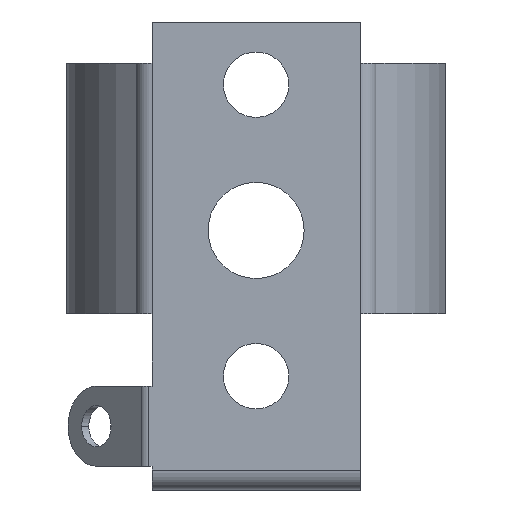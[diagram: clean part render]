
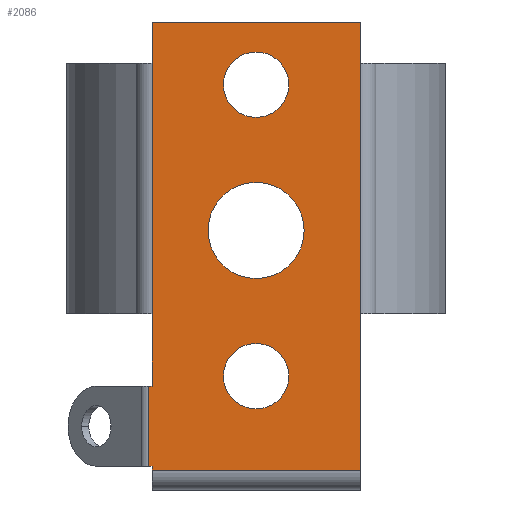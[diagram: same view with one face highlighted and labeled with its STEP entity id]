
A CAD part, front view. The second image highlights one B-rep face of the part: STEP entity #2086.
In plain terms, the highlighted planar face has unit normal (0, -1, 0).
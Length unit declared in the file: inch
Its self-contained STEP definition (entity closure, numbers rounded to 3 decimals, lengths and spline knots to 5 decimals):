
#274 = CARTESIAN_POINT ( 'NONE',  ( 0., 0., -0.045 ) ) ;
#288 = CARTESIAN_POINT ( 'NONE',  ( 0., 0., -0.143 ) ) ;
#289 = DIRECTION ( 'NONE',  ( 0., 0., 1. ) ) ;
#290 = DIRECTION ( 'NONE',  ( 0., 1., 0. ) ) ;
#291 = CARTESIAN_POINT ( 'NONE',  ( 0., 0., -0.094 ) ) ;
#292 = AXIS2_PLACEMENT_3D ( 'NONE', #291, #290, #289 ) ;
#293 = CIRCLE ( 'NONE', #292, 0.049 ) ;
#297 = DIRECTION ( 'NONE',  ( 0., 0., 1. ) ) ;
#298 = DIRECTION ( 'NONE',  ( 0., 1., 0. ) ) ;
#334 = CARTESIAN_POINT ( 'NONE',  ( 0., 0., 0.0525 ) ) ;
#362 = CARTESIAN_POINT ( 'NONE',  ( -0.156, 0., -0.109 ) ) ;
#363 = CARTESIAN_POINT ( 'NONE',  ( 0., 0., 0.392 ) ) ;
#370 = CARTESIAN_POINT ( 'NONE',  ( 0., 0., 0.1965 ) ) ;
#382 = CARTESIAN_POINT ( 'NONE',  ( 0., 0., 0.1245 ) ) ;
#398 = AXIS2_PLACEMENT_3D ( 'NONE', #382, #298, #297 ) ;
#399 = CIRCLE ( 'NONE', #398, 0.072 ) ;
#400 = DIRECTION ( 'NONE',  ( 0., 0., 1. ) ) ;
#401 = DIRECTION ( 'NONE',  ( 0., 1., 0. ) ) ;
#402 = CARTESIAN_POINT ( 'NONE',  ( 0., 0., 0.343 ) ) ;
#403 = AXIS2_PLACEMENT_3D ( 'NONE', #402, #401, #400 ) ;
#404 = CIRCLE ( 'NONE', #403, 0.049 ) ;
#407 = CARTESIAN_POINT ( 'NONE',  ( 0.156, 0., 0. ) ) ;
#415 = LINE ( 'NONE', #452, #451 ) ;
#445 = DIRECTION ( 'NONE',  ( -1., 0., 0. ) ) ;
#446 = VECTOR ( 'NONE', #445, 39.37008 ) ;
#447 = CARTESIAN_POINT ( 'NONE',  ( -0.156, 0., -0.229 ) ) ;
#448 = LINE ( 'NONE', #447, #446 ) ;
#449 = CARTESIAN_POINT ( 'NONE',  ( 0.156, 0., -0.23463 ) ) ;
#450 = DIRECTION ( 'NONE',  ( 1., 0., 0. ) ) ;
#451 = VECTOR ( 'NONE', #450, 39.37008 ) ;
#452 = CARTESIAN_POINT ( 'NONE',  ( -0.156, 0., -0.23463 ) ) ;
#503 = CARTESIAN_POINT ( 'NONE',  ( -0.161, 0., -0.109 ) ) ;
#504 = DIRECTION ( 'NONE',  ( 1., 0., 0. ) ) ;
#505 = VECTOR ( 'NONE', #504, 39.37008 ) ;
#506 = CARTESIAN_POINT ( 'NONE',  ( -0.156, 0., 0.437 ) ) ;
#507 = LINE ( 'NONE', #506, #505 ) ;
#508 = CARTESIAN_POINT ( 'NONE',  ( -0.156, 0., 0.437 ) ) ;
#509 = VECTOR ( 'NONE', #525, 39.37008 ) ;
#524 = CARTESIAN_POINT ( 'NONE',  ( -0.156, 0., 0.375 ) ) ;
#525 = DIRECTION ( 'NONE',  ( 0., 0., 1. ) ) ;
#526 = CARTESIAN_POINT ( 'NONE',  ( 0.156, 0., -0.23463 ) ) ;
#527 = LINE ( 'NONE', #526, #509 ) ;
#532 = FACE_BOUND ( 'NONE', #2037, .T. ) ;
#533 = FACE_BOUND ( 'NONE', #2111, .T. ) ;
#534 = FACE_OUTER_BOUND ( 'NONE', #1965, .T. ) ;
#535 = FACE_BOUND ( 'NONE', #2083, .T. ) ;
#559 = DIRECTION ( 'NONE',  ( 0., 0., 1. ) ) ;
#560 = DIRECTION ( 'NONE',  ( 0., 1., 0. ) ) ;
#561 = CARTESIAN_POINT ( 'NONE',  ( 0., 0., -0.094 ) ) ;
#562 = AXIS2_PLACEMENT_3D ( 'NONE', #561, #560, #559 ) ;
#563 = CIRCLE ( 'NONE', #562, 0.049 ) ;
#570 = DIRECTION ( 'NONE',  ( 0., 0., -1. ) ) ;
#571 = DIRECTION ( 'NONE',  ( 0., -1., 0. ) ) ;
#572 = CARTESIAN_POINT ( 'NONE',  ( -0.156, 0., 0.375 ) ) ;
#573 = AXIS2_PLACEMENT_3D ( 'NONE', #572, #571, #570 ) ;
#574 = PLANE ( 'NONE',  #573 ) ;
#650 = LINE ( 'NONE', #690, #689 ) ;
#651 = CARTESIAN_POINT ( 'NONE',  ( 0.156, 0., 0.375 ) ) ;
#652 = LINE ( 'NONE', #651, #686 ) ;
#657 = DIRECTION ( 'NONE',  ( 0., 0., 1. ) ) ;
#658 = VECTOR ( 'NONE', #657, 39.37008 ) ;
#659 = CARTESIAN_POINT ( 'NONE',  ( -0.161, 0., -0.229 ) ) ;
#660 = LINE ( 'NONE', #659, #658 ) ;
#661 = DIRECTION ( 'NONE',  ( 1., 0., 0. ) ) ;
#662 = VECTOR ( 'NONE', #661, 39.37008 ) ;
#663 = CARTESIAN_POINT ( 'NONE',  ( -0.161, 0., -0.109 ) ) ;
#664 = LINE ( 'NONE', #663, #662 ) ;
#665 = DIRECTION ( 'NONE',  ( 0., 0., -1. ) ) ;
#666 = VECTOR ( 'NONE', #665, 39.37008 ) ;
#667 = CARTESIAN_POINT ( 'NONE',  ( -0.156, 0., 0.375 ) ) ;
#668 = LINE ( 'NONE', #667, #666 ) ;
#685 = DIRECTION ( 'NONE',  ( 0., 0., -1. ) ) ;
#686 = VECTOR ( 'NONE', #685, 39.37008 ) ;
#688 = DIRECTION ( 'NONE',  ( 0., 0., -1. ) ) ;
#689 = VECTOR ( 'NONE', #688, 39.37008 ) ;
#690 = CARTESIAN_POINT ( 'NONE',  ( -0.156, 0., 0.437 ) ) ;
#861 = CARTESIAN_POINT ( 'NONE',  ( 0., 0., 0.294 ) ) ;
#882 = DIRECTION ( 'NONE',  ( 0., 0., 1. ) ) ;
#883 = DIRECTION ( 'NONE',  ( 0., 1., 0. ) ) ;
#884 = CARTESIAN_POINT ( 'NONE',  ( 0., 0., 0.343 ) ) ;
#885 = AXIS2_PLACEMENT_3D ( 'NONE', #884, #883, #882 ) ;
#886 = CIRCLE ( 'NONE', #885, 0.049 ) ;
#921 = CARTESIAN_POINT ( 'NONE',  ( 0.156, 0., 0.375 ) ) ;
#925 = VECTOR ( 'NONE', #966, 39.37008 ) ;
#928 = DIRECTION ( 'NONE',  ( 0., 0., 1. ) ) ;
#929 = VECTOR ( 'NONE', #928, 39.37008 ) ;
#930 = CARTESIAN_POINT ( 'NONE',  ( -0.156, 0., -0.23463 ) ) ;
#931 = LINE ( 'NONE', #930, #929 ) ;
#934 = DIRECTION ( 'NONE',  ( 0., 0., 1. ) ) ;
#935 = DIRECTION ( 'NONE',  ( 0., 1., 0. ) ) ;
#936 = CARTESIAN_POINT ( 'NONE',  ( 0., 0., 0.1245 ) ) ;
#937 = AXIS2_PLACEMENT_3D ( 'NONE', #936, #935, #934 ) ;
#950 = CIRCLE ( 'NONE', #937, 0.072 ) ;
#952 = CARTESIAN_POINT ( 'NONE',  ( -0.156, 0., -0.229 ) ) ;
#954 = CARTESIAN_POINT ( 'NONE',  ( -0.156, 0., 0. ) ) ;
#955 = CARTESIAN_POINT ( 'NONE',  ( -0.156, 0., -0.23463 ) ) ;
#962 = LINE ( 'NONE', #969, #925 ) ;
#965 = CARTESIAN_POINT ( 'NONE',  ( -0.161, 0., -0.229 ) ) ;
#966 = DIRECTION ( 'NONE',  ( 0., 0., -1. ) ) ;
#969 = CARTESIAN_POINT ( 'NONE',  ( 0.156, 0., 0.437 ) ) ;
#974 = DIRECTION ( 'NONE',  ( 0., 0., 1. ) ) ;
#975 = VECTOR ( 'NONE', #974, 39.37008 ) ;
#976 = CARTESIAN_POINT ( 'NONE',  ( -0.156, 0., -0.23463 ) ) ;
#977 = LINE ( 'NONE', #976, #975 ) ;
#978 = CARTESIAN_POINT ( 'NONE',  ( 0.156, 0., 0.437 ) ) ;
#1937 = VERTEX_POINT ( 'NONE', #274 ) ;
#1946 = EDGE_CURVE ( 'NONE', #1957, #1958, #399, .T. ) ;
#1957 = VERTEX_POINT ( 'NONE', #334 ) ;
#1958 = VERTEX_POINT ( 'NONE', #370 ) ;
#1965 = EDGE_LOOP ( 'NONE', ( #2115, #2048, #2254, #2264, #2262, #2023, #2033, #2034, #2045, #2258, #2053, #2109 ) ) ;
#1966 = VERTEX_POINT ( 'NONE', #363 ) ;
#1970 = VERTEX_POINT ( 'NONE', #362 ) ;
#1971 = EDGE_CURVE ( 'NONE', #1972, #1937, #293, .T. ) ;
#1972 = VERTEX_POINT ( 'NONE', #288 ) ;
#2020 = EDGE_CURVE ( 'NONE', #2276, #2021, #415, .T. ) ;
#2021 = VERTEX_POINT ( 'NONE', #449 ) ;
#2022 = EDGE_CURVE ( 'NONE', #2282, #2261, #448, .T. ) ;
#2023 = ORIENTED_EDGE ( 'NONE', *, *, #2283, .F. ) ;
#2033 = ORIENTED_EDGE ( 'NONE', *, *, #2020, .T. ) ;
#2034 = ORIENTED_EDGE ( 'NONE', *, *, #2044, .T. ) ;
#2035 = VERTEX_POINT ( 'NONE', #407 ) ;
#2036 = EDGE_CURVE ( 'NONE', #1966, #2173, #404, .T. ) ;
#2037 = EDGE_LOOP ( 'NONE', ( #2038, #2268 ) ) ;
#2038 = ORIENTED_EDGE ( 'NONE', *, *, #1946, .T. ) ;
#2039 = VERTEX_POINT ( 'NONE', #524 ) ;
#2044 = EDGE_CURVE ( 'NONE', #2021, #2035, #527, .T. ) ;
#2045 = ORIENTED_EDGE ( 'NONE', *, *, #2120, .F. ) ;
#2046 = EDGE_CURVE ( 'NONE', #2047, #2260, #507, .T. ) ;
#2047 = VERTEX_POINT ( 'NONE', #508 ) ;
#2048 = ORIENTED_EDGE ( 'NONE', *, *, #2273, .F. ) ;
#2049 = VERTEX_POINT ( 'NONE', #503 ) ;
#2053 = ORIENTED_EDGE ( 'NONE', *, *, #2046, .F. ) ;
#2083 = EDGE_LOOP ( 'NONE', ( #2285, #2089 ) ) ;
#2086 = ADVANCED_FACE ( 'NONE', ( #535, #534, #533, #532 ), #574, .T. ) ;
#2089 = ORIENTED_EDGE ( 'NONE', *, *, #2090, .T. ) ;
#2090 = EDGE_CURVE ( 'NONE', #1937, #1972, #563, .T. ) ;
#2109 = ORIENTED_EDGE ( 'NONE', *, *, #2110, .T. ) ;
#2110 = EDGE_CURVE ( 'NONE', #2047, #2039, #650, .T. ) ;
#2111 = EDGE_LOOP ( 'NONE', ( #2113, #2114 ) ) ;
#2112 = EDGE_CURVE ( 'NONE', #2039, #2277, #668, .T. ) ;
#2113 = ORIENTED_EDGE ( 'NONE', *, *, #2180, .T. ) ;
#2114 = ORIENTED_EDGE ( 'NONE', *, *, #2036, .T. ) ;
#2115 = ORIENTED_EDGE ( 'NONE', *, *, #2112, .T. ) ;
#2116 = EDGE_CURVE ( 'NONE', #2049, #1970, #664, .T. ) ;
#2117 = EDGE_CURVE ( 'NONE', #2261, #2049, #660, .T. ) ;
#2120 = EDGE_CURVE ( 'NONE', #2263, #2035, #652, .T. ) ;
#2173 = VERTEX_POINT ( 'NONE', #861 ) ;
#2180 = EDGE_CURVE ( 'NONE', #2173, #1966, #886, .T. ) ;
#2254 = ORIENTED_EDGE ( 'NONE', *, *, #2116, .F. ) ;
#2258 = ORIENTED_EDGE ( 'NONE', *, *, #2259, .F. ) ;
#2259 = EDGE_CURVE ( 'NONE', #2260, #2263, #962, .T. ) ;
#2260 = VERTEX_POINT ( 'NONE', #978 ) ;
#2261 = VERTEX_POINT ( 'NONE', #965 ) ;
#2262 = ORIENTED_EDGE ( 'NONE', *, *, #2022, .F. ) ;
#2263 = VERTEX_POINT ( 'NONE', #921 ) ;
#2264 = ORIENTED_EDGE ( 'NONE', *, *, #2117, .F. ) ;
#2268 = ORIENTED_EDGE ( 'NONE', *, *, #2269, .T. ) ;
#2269 = EDGE_CURVE ( 'NONE', #1958, #1957, #950, .T. ) ;
#2273 = EDGE_CURVE ( 'NONE', #1970, #2277, #931, .T. ) ;
#2276 = VERTEX_POINT ( 'NONE', #955 ) ;
#2277 = VERTEX_POINT ( 'NONE', #954 ) ;
#2282 = VERTEX_POINT ( 'NONE', #952 ) ;
#2283 = EDGE_CURVE ( 'NONE', #2276, #2282, #977, .T. ) ;
#2285 = ORIENTED_EDGE ( 'NONE', *, *, #1971, .T. ) ;
